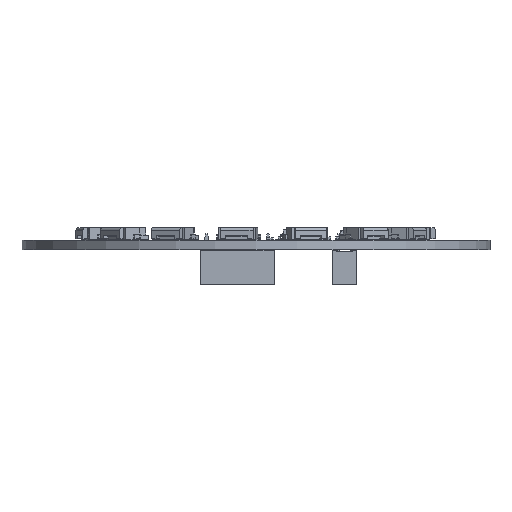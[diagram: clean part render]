
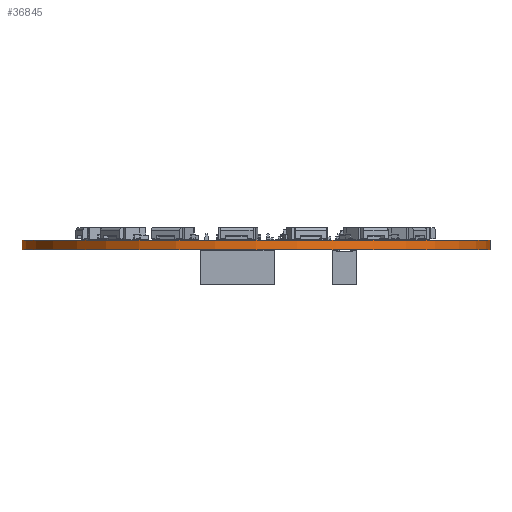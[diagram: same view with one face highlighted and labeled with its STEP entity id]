
A CAD part, front view. The second image highlights one B-rep face of the part: STEP entity #36845.
In plain terms, the highlighted cylindrical face has radius 38.2 mm (diameter 76.4 mm), a full revolution.
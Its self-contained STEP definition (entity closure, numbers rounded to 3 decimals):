
#36845 = ADVANCED_FACE('',(#36846),#36873,.T.);
#36846 = FACE_BOUND('',#36847,.F.);
#36847 = EDGE_LOOP('',(#36848,#36858,#36865,#36866));
#36848 = ORIENTED_EDGE('',*,*,#36849,.T.);
#36849 = EDGE_CURVE('',#36850,#36852,#36854,.T.);
#36850 = VERTEX_POINT('',#36851);
#36851 = CARTESIAN_POINT('',(173.45,-79.95,0.));
#36852 = VERTEX_POINT('',#36853);
#36853 = CARTESIAN_POINT('',(173.45,-79.95,1.6));
#36854 = LINE('',#36855,#36856);
#36855 = CARTESIAN_POINT('',(173.45,-79.95,0.));
#36856 = VECTOR('',#36857,1.);
#36857 = DIRECTION('',(0.,0.,1.));
#36858 = ORIENTED_EDGE('',*,*,#36859,.T.);
#36859 = EDGE_CURVE('',#36852,#36852,#36860,.T.);
#36860 = CIRCLE('',#36861,38.2);
#36861 = AXIS2_PLACEMENT_3D('',#36862,#36863,#36864);
#36862 = CARTESIAN_POINT('',(135.25,-79.95,1.6));
#36863 = DIRECTION('',(0.,0.,1.));
#36864 = DIRECTION('',(1.,0.,-0.));
#36865 = ORIENTED_EDGE('',*,*,#36849,.F.);
#36866 = ORIENTED_EDGE('',*,*,#36867,.F.);
#36867 = EDGE_CURVE('',#36850,#36850,#36868,.T.);
#36868 = CIRCLE('',#36869,38.2);
#36869 = AXIS2_PLACEMENT_3D('',#36870,#36871,#36872);
#36870 = CARTESIAN_POINT('',(135.25,-79.95,0.));
#36871 = DIRECTION('',(0.,0.,1.));
#36872 = DIRECTION('',(1.,0.,-0.));
#36873 = CYLINDRICAL_SURFACE('',#36874,38.2);
#36874 = AXIS2_PLACEMENT_3D('',#36875,#36876,#36877);
#36875 = CARTESIAN_POINT('',(135.25,-79.95,0.));
#36876 = DIRECTION('',(-0.,-0.,-1.));
#36877 = DIRECTION('',(1.,0.,-0.));
